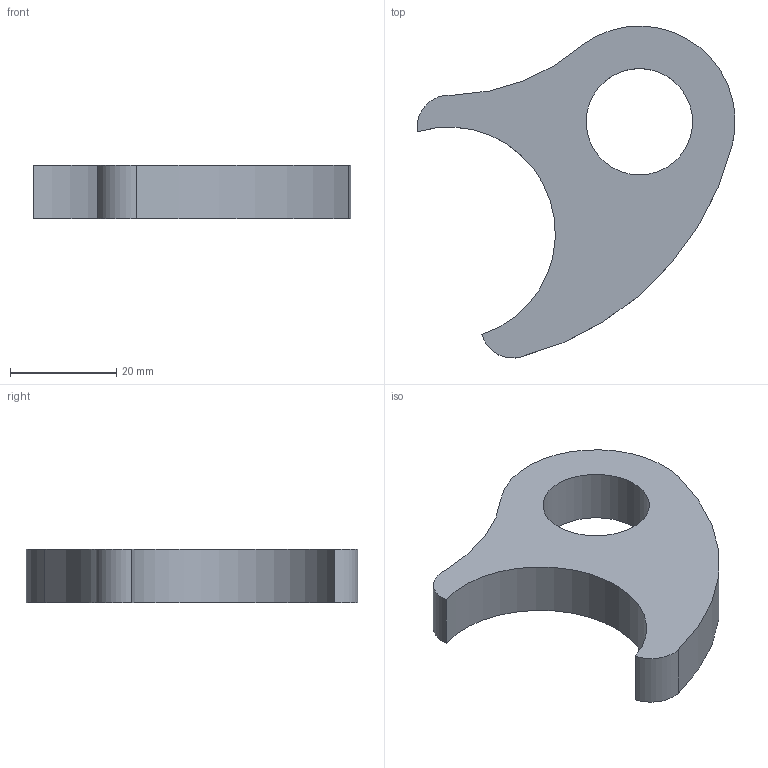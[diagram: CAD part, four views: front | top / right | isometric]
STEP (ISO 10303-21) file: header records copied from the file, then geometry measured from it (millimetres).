
FILE_DESCRIPTION(/* description */ (''),/* implementation_level */ '2;1');
FILE_NAME(/* name */ 'Renfort suspension v1.step',/* time_stamp */ '2021-01-11T23:03:12+01:00',/* author */ (''),/* organization */ (''),/* preprocessor_version */ 'ST-DEVELOPER v18.1',/* originating_system */ 'Autodesk Translation Framework v9.3.0.1241',/* authorisation */ '');
FILE_SCHEMA (('AUTOMOTIVE_DESIGN { 1 0 10303 214 3 1 1 }'));
Length unit declared in the file: millimetre
Products named in the file (2): Renfort suspension; Renfort
Assembly tree (1 placements, depth 2):
  Renfort suspension
    Renfort
Bounding box: 59.74 x 62.4 x 10 mm (x, y, z)
Volume: 15562.5 mm3; surface area: 5871.7 mm2
Topology: 1 solids, 1 shells, 10 faces, 24 edges, 16 vertices
Faces by surface type: cylinder 7, plane 3
Full cylindrical faces by diameter (mm): 20 x1
Entity records: 359 total; most frequent: DIRECTION 64, CARTESIAN_POINT 53, ORIENTED_EDGE 48, AXIS2_PLACEMENT_3D 27, EDGE_CURVE 24, VERTEX_POINT 16, CIRCLE 14, EDGE_LOOP 12
